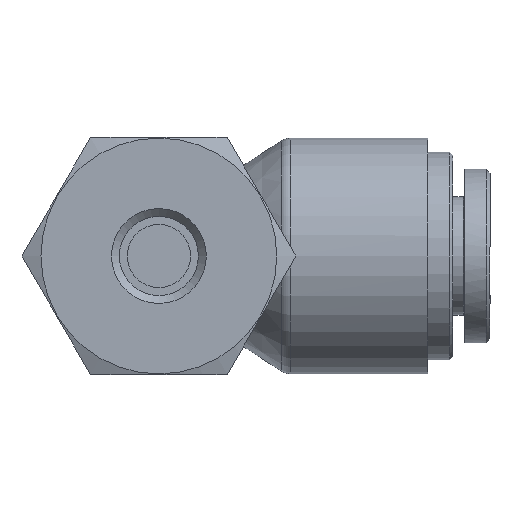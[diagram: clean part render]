
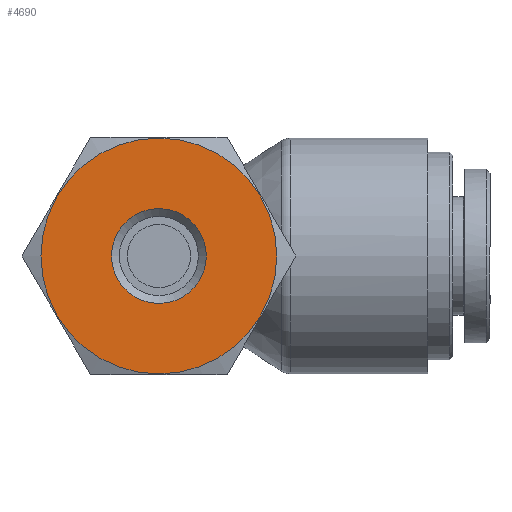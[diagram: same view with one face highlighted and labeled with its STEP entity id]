
A CAD part, front view. The second image highlights one B-rep face of the part: STEP entity #4690.
In plain terms, the highlighted face is planar.
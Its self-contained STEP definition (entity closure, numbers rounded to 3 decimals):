
#4639=CARTESIAN_POINT('',(-19.6,3.,0.));
#4640=VERTEX_POINT('',#4639);
#4641=CARTESIAN_POINT('',(-19.6,0.,0.0));
#4642=DIRECTION('',(-1.0,0.0,0.0));
#4643=DIRECTION('',(0.0,-1.0,0.0));
#4644=AXIS2_PLACEMENT_3D('',#4641,#4642,#4643);
#4645=CIRCLE('',#4644,3.);
#4646=EDGE_CURVE('',#4640,#4640,#4645,.T.);
#4671=CARTESIAN_POINT('',(-19.6,3.75,0.0));
#4672=DIRECTION('',(-1.0,0.0,0.0));
#4673=DIRECTION('',(0.0,0.0,1.0));
#4674=AXIS2_PLACEMENT_3D('',#4671,#4672,#4673);
#4675=PLANE('',#4674);
#4676=CARTESIAN_POINT('',(-19.6,7.46,0.0));
#4677=VERTEX_POINT('',#4676);
#4678=CARTESIAN_POINT('',(-19.6,0.,0.0));
#4679=DIRECTION('',(-1.0,0.0,0.0));
#4680=DIRECTION('',(0.0,1.0,0.0));
#4681=AXIS2_PLACEMENT_3D('',#4678,#4679,#4680);
#4682=CIRCLE('',#4681,7.46);
#4683=EDGE_CURVE('',#4677,#4677,#4682,.T.);
#4684=ORIENTED_EDGE('',*,*,#4683,.T.);
#4685=EDGE_LOOP('',(#4684));
#4686=FACE_OUTER_BOUND('',#4685,.T.);
#4687=ORIENTED_EDGE('',*,*,#4646,.F.);
#4688=EDGE_LOOP('',(#4687));
#4689=FACE_BOUND('',#4688,.T.);
#4690=ADVANCED_FACE('',(#4686,#4689),#4675,.T.);
